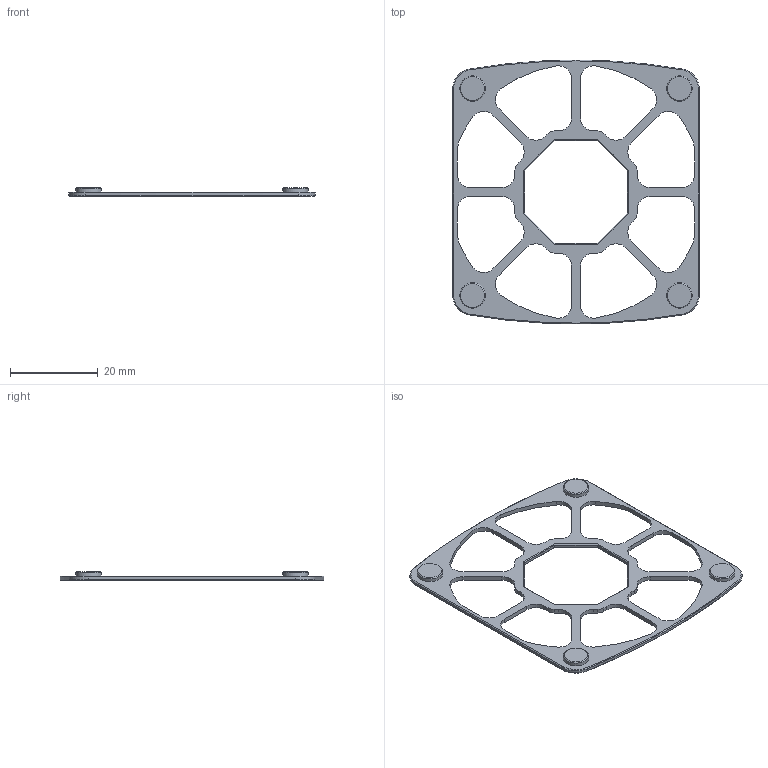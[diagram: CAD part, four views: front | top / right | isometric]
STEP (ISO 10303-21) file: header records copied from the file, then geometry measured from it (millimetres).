
FILE_DESCRIPTION(('FreeCAD Model'),'2;1');
FILE_NAME('Open CASCADE Shape Model','2024-11-10T09:27:43',('Author'),( ''),'Open CASCADE STEP processor 7.7','FreeCAD','Unknown');
FILE_SCHEMA(('AUTOMOTIVE_DESIGN { 1 0 10303 214 1 1 1 1 }'));
Length unit declared in the file: millimetre
Products named in the file (1): 5-Light-polarizer-paper-insert
Bounding box: 56 x 60 x 2 mm (x, y, z)
Volume: 1240.7 mm3; surface area: 3015.1 mm2
Topology: 1 solids, 1 shells, 154 faces, 408 edges, 260 vertices
Faces by surface type: plane 72, cylinder 62, cone 20
Full cylindrical faces by diameter (mm): 5.8 x4
Entity records: 4832 total; most frequent: DIRECTION 866, CARTESIAN_POINT 823, ORIENTED_EDGE 816, EDGE_CURVE 408, AXIS2_PLACEMENT_3D 303, VERTEX_POINT 260, LINE 260, VECTOR 260
